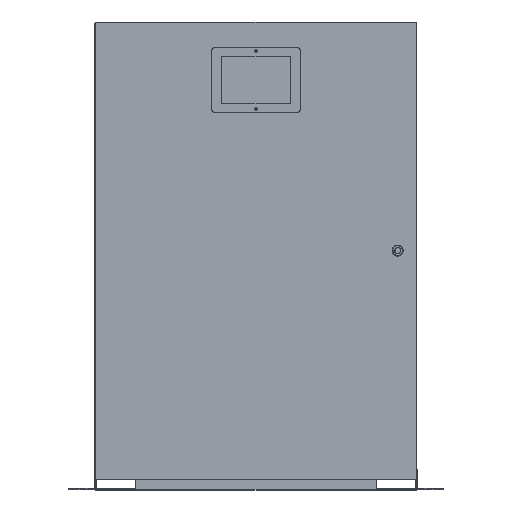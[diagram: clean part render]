
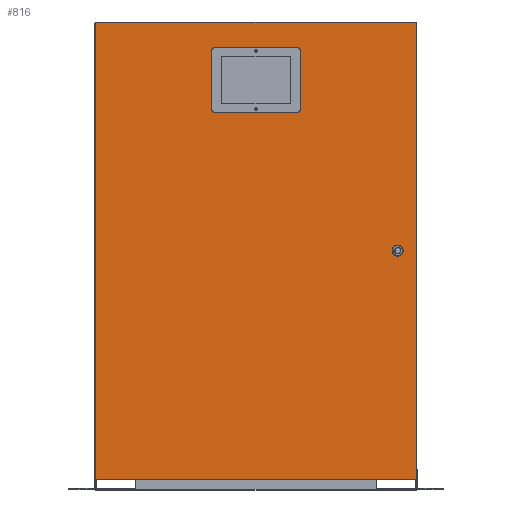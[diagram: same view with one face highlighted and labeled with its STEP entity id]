
A CAD part, top view. The second image highlights one B-rep face of the part: STEP entity #816.
In plain terms, the highlighted planar face has unit normal (0, 0, 1).
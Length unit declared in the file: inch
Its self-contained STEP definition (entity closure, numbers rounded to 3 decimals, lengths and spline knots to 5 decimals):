
#72 = LINE ( 'NONE', #1178, #2082 ) ;
#138 = EDGE_CURVE ( 'NONE', #4064, #1936, #4076, .T. ) ;
#188 = CIRCLE ( 'NONE', #2179, 0.082 ) ;
#224 = PLANE ( 'NONE',  #1532 ) ;
#259 = DIRECTION ( 'NONE',  ( 1., 0., 0. ) ) ;
#271 = LINE ( 'NONE', #2991, #734 ) ;
#308 = AXIS2_PLACEMENT_3D ( 'NONE', #2328, #431, #422 ) ;
#346 = VERTEX_POINT ( 'NONE', #2624 ) ;
#385 = LINE ( 'NONE', #3528, #1028 ) ;
#422 = DIRECTION ( 'NONE',  ( 1., 0., 0. ) ) ;
#427 = EDGE_CURVE ( 'NONE', #854, #714, #2494, .T. ) ;
#431 = DIRECTION ( 'NONE',  ( 0., 0., 1. ) ) ;
#435 = EDGE_CURVE ( 'NONE', #4003, #2855, #4069, .T. ) ;
#487 = CARTESIAN_POINT ( 'NONE',  ( -2.5, 10.75, 0. ) ) ;
#522 = CARTESIAN_POINT ( 'NONE',  ( 11.75, 16.75, 0. ) ) ;
#557 = FACE_BOUND ( 'NONE', #4077, .T. ) ;
#590 = LINE ( 'NONE', #2383, #3697 ) ;
#602 = EDGE_CURVE ( 'NONE', #2699, #2651, #72, .T. ) ;
#667 = DIRECTION ( 'NONE',  ( 0., -1., 0. ) ) ;
#714 = VERTEX_POINT ( 'NONE', #3335 ) ;
#734 = VECTOR ( 'NONE', #1649, 39.37008 ) ;
#736 = AXIS2_PLACEMENT_3D ( 'NONE', #3948, #3995, #3633 ) ;
#751 = VERTEX_POINT ( 'NONE', #783 ) ;
#778 = DIRECTION ( 'NONE',  ( 1., 0., 0. ) ) ;
#783 = CARTESIAN_POINT ( 'NONE',  ( 2.5, 14.25, 0. ) ) ;
#811 = LINE ( 'NONE', #1457, #1497 ) ;
#816 = ADVANCED_FACE ( 'NONE', ( #557, #2356, #4135, #4081, #3380 ), #224, .F. ) ;
#836 = ORIENTED_EDGE ( 'NONE', *, *, #4159, .F. ) ;
#854 = VERTEX_POINT ( 'NONE', #1505 ) ;
#859 = EDGE_CURVE ( 'NONE', #346, #2436, #188, .T. ) ;
#889 = ORIENTED_EDGE ( 'NONE', *, *, #427, .F. ) ;
#895 = VECTOR ( 'NONE', #2906, 39.37008 ) ;
#963 = DIRECTION ( 'NONE',  ( 1., 0., 0. ) ) ;
#991 = ORIENTED_EDGE ( 'NONE', *, *, #3897, .F. ) ;
#997 = ORIENTED_EDGE ( 'NONE', *, *, #138, .F. ) ;
#1028 = VECTOR ( 'NONE', #667, 39.37008 ) ;
#1088 = ORIENTED_EDGE ( 'NONE', *, *, #3186, .F. ) ;
#1129 = DIRECTION ( 'NONE',  ( 0., -1., 0. ) ) ;
#1136 = EDGE_CURVE ( 'NONE', #1936, #2651, #385, .T. ) ;
#1145 = VECTOR ( 'NONE', #2324, 39.37008 ) ;
#1161 = CARTESIAN_POINT ( 'NONE',  ( -11.75, -16.75, 0. ) ) ;
#1178 = CARTESIAN_POINT ( 'NONE',  ( 11.75, -16.75, 0. ) ) ;
#1219 = DIRECTION ( 'NONE',  ( 1., 0., 0. ) ) ;
#1310 = LINE ( 'NONE', #3924, #1145 ) ;
#1348 = ORIENTED_EDGE ( 'NONE', *, *, #3689, .F. ) ;
#1361 = CIRCLE ( 'NONE', #1905, 0.082 ) ;
#1398 = CARTESIAN_POINT ( 'NONE',  ( -2.5, 10.75, 0. ) ) ;
#1401 = VERTEX_POINT ( 'NONE', #2724 ) ;
#1457 = CARTESIAN_POINT ( 'NONE',  ( -2.5, 10.75, 0. ) ) ;
#1497 = VECTOR ( 'NONE', #1129, 39.37008 ) ;
#1505 = CARTESIAN_POINT ( 'NONE',  ( 10.6875, 0., 0. ) ) ;
#1513 = EDGE_CURVE ( 'NONE', #2667, #1887, #811, .T. ) ;
#1527 = CARTESIAN_POINT ( 'NONE',  ( 0., 10.375, 0. ) ) ;
#1528 = AXIS2_PLACEMENT_3D ( 'NONE', #4009, #2485, #1219 ) ;
#1532 = AXIS2_PLACEMENT_3D ( 'NONE', #522, #3747, #3127 ) ;
#1562 = EDGE_CURVE ( 'NONE', #2436, #346, #1361, .T. ) ;
#1649 = DIRECTION ( 'NONE',  ( -1., 0., 0. ) ) ;
#1663 = AXIS2_PLACEMENT_3D ( 'NONE', #2482, #3458, #259 ) ;
#1721 = EDGE_LOOP ( 'NONE', ( #836, #1348, #1088, #2496 ) ) ;
#1798 = EDGE_CURVE ( 'NONE', #4064, #2699, #1310, .T. ) ;
#1841 = ORIENTED_EDGE ( 'NONE', *, *, #1136, .F. ) ;
#1885 = EDGE_LOOP ( 'NONE', ( #3013, #1841, #997, #3460 ) ) ;
#1887 = VERTEX_POINT ( 'NONE', #1398 ) ;
#1905 = AXIS2_PLACEMENT_3D ( 'NONE', #4100, #2526, #2518 ) ;
#1924 = ORIENTED_EDGE ( 'NONE', *, *, #1562, .F. ) ;
#1936 = VERTEX_POINT ( 'NONE', #3442 ) ;
#1942 = CARTESIAN_POINT ( 'NONE',  ( -11.75, 16.75, 0. ) ) ;
#2000 = CARTESIAN_POINT ( 'NONE',  ( 0.082, 10.375, 0. ) ) ;
#2082 = VECTOR ( 'NONE', #778, 39.37008 ) ;
#2089 = VECTOR ( 'NONE', #3713, 39.37008 ) ;
#2179 = AXIS2_PLACEMENT_3D ( 'NONE', #1527, #2203, #963 ) ;
#2203 = DIRECTION ( 'NONE',  ( 0., 0., 1. ) ) ;
#2251 = ORIENTED_EDGE ( 'NONE', *, *, #435, .F. ) ;
#2324 = DIRECTION ( 'NONE',  ( 0., -1., 0. ) ) ;
#2328 = CARTESIAN_POINT ( 'NONE',  ( 10.375, 0., 0. ) ) ;
#2356 = FACE_BOUND ( 'NONE', #2397, .T. ) ;
#2383 = CARTESIAN_POINT ( 'NONE',  ( 2.5, 10.75, 0. ) ) ;
#2397 = EDGE_LOOP ( 'NONE', ( #2251, #991 ) ) ;
#2420 = DIRECTION ( 'NONE',  ( 0., 1., 0. ) ) ;
#2431 = CARTESIAN_POINT ( 'NONE',  ( 11.75, -16.75, 0. ) ) ;
#2436 = VERTEX_POINT ( 'NONE', #2000 ) ;
#2482 = CARTESIAN_POINT ( 'NONE',  ( 0., 14.625, 0. ) ) ;
#2485 = DIRECTION ( 'NONE',  ( 0., 0., 1. ) ) ;
#2488 = CIRCLE ( 'NONE', #1663, 0.082 ) ;
#2494 = CIRCLE ( 'NONE', #308, 0.3125 ) ;
#2496 = ORIENTED_EDGE ( 'NONE', *, *, #1513, .F. ) ;
#2518 = DIRECTION ( 'NONE',  ( 1., 0., 0. ) ) ;
#2526 = DIRECTION ( 'NONE',  ( 0., 0., 1. ) ) ;
#2544 = CIRCLE ( 'NONE', #1528, 0.3125 ) ;
#2561 = EDGE_LOOP ( 'NONE', ( #1924, #3044 ) ) ;
#2624 = CARTESIAN_POINT ( 'NONE',  ( -0.082, 10.375, 0. ) ) ;
#2651 = VERTEX_POINT ( 'NONE', #2431 ) ;
#2667 = VERTEX_POINT ( 'NONE', #3777 ) ;
#2699 = VERTEX_POINT ( 'NONE', #1161 ) ;
#2724 = CARTESIAN_POINT ( 'NONE',  ( 2.5, 10.75, 0. ) ) ;
#2855 = VERTEX_POINT ( 'NONE', #3843 ) ;
#2906 = DIRECTION ( 'NONE',  ( 1., 0., 0. ) ) ;
#2991 = CARTESIAN_POINT ( 'NONE',  ( -2.5, 14.25, 0. ) ) ;
#3013 = ORIENTED_EDGE ( 'NONE', *, *, #602, .T. ) ;
#3044 = ORIENTED_EDGE ( 'NONE', *, *, #859, .F. ) ;
#3053 = LINE ( 'NONE', #487, #2089 ) ;
#3127 = DIRECTION ( 'NONE',  ( -1., 0., 0. ) ) ;
#3186 = EDGE_CURVE ( 'NONE', #1887, #1401, #3053, .T. ) ;
#3254 = EDGE_CURVE ( 'NONE', #714, #854, #2544, .T. ) ;
#3335 = CARTESIAN_POINT ( 'NONE',  ( 10.0625, 0., 0. ) ) ;
#3380 = FACE_OUTER_BOUND ( 'NONE', #1885, .T. ) ;
#3442 = CARTESIAN_POINT ( 'NONE',  ( 11.75, 16.75, 0. ) ) ;
#3458 = DIRECTION ( 'NONE',  ( 0., 0., 1. ) ) ;
#3460 = ORIENTED_EDGE ( 'NONE', *, *, #1798, .T. ) ;
#3528 = CARTESIAN_POINT ( 'NONE',  ( 11.75, 16.75, 0. ) ) ;
#3633 = DIRECTION ( 'NONE',  ( 1., 0., 0. ) ) ;
#3689 = EDGE_CURVE ( 'NONE', #1401, #751, #590, .T. ) ;
#3697 = VECTOR ( 'NONE', #2420, 39.37008 ) ;
#3713 = DIRECTION ( 'NONE',  ( 1., 0., 0. ) ) ;
#3747 = DIRECTION ( 'NONE',  ( 0., 0., -1. ) ) ;
#3777 = CARTESIAN_POINT ( 'NONE',  ( -2.5, 14.25, 0. ) ) ;
#3843 = CARTESIAN_POINT ( 'NONE',  ( -0.082, 14.625, 0. ) ) ;
#3897 = EDGE_CURVE ( 'NONE', #2855, #4003, #2488, .T. ) ;
#3924 = CARTESIAN_POINT ( 'NONE',  ( -11.75, 16.75, 0. ) ) ;
#3948 = CARTESIAN_POINT ( 'NONE',  ( 0., 14.625, 0. ) ) ;
#3995 = DIRECTION ( 'NONE',  ( 0., 0., 1. ) ) ;
#4003 = VERTEX_POINT ( 'NONE', #4109 ) ;
#4009 = CARTESIAN_POINT ( 'NONE',  ( 10.375, 0., 0. ) ) ;
#4064 = VERTEX_POINT ( 'NONE', #1942 ) ;
#4069 = CIRCLE ( 'NONE', #736, 0.082 ) ;
#4076 = LINE ( 'NONE', #4163, #895 ) ;
#4077 = EDGE_LOOP ( 'NONE', ( #889, #4121 ) ) ;
#4081 = FACE_BOUND ( 'NONE', #1721, .T. ) ;
#4100 = CARTESIAN_POINT ( 'NONE',  ( 0., 10.375, 0. ) ) ;
#4109 = CARTESIAN_POINT ( 'NONE',  ( 0.082, 14.625, 0. ) ) ;
#4121 = ORIENTED_EDGE ( 'NONE', *, *, #3254, .F. ) ;
#4135 = FACE_BOUND ( 'NONE', #2561, .T. ) ;
#4159 = EDGE_CURVE ( 'NONE', #751, #2667, #271, .T. ) ;
#4163 = CARTESIAN_POINT ( 'NONE',  ( 11.75, 16.75, 0. ) ) ;
